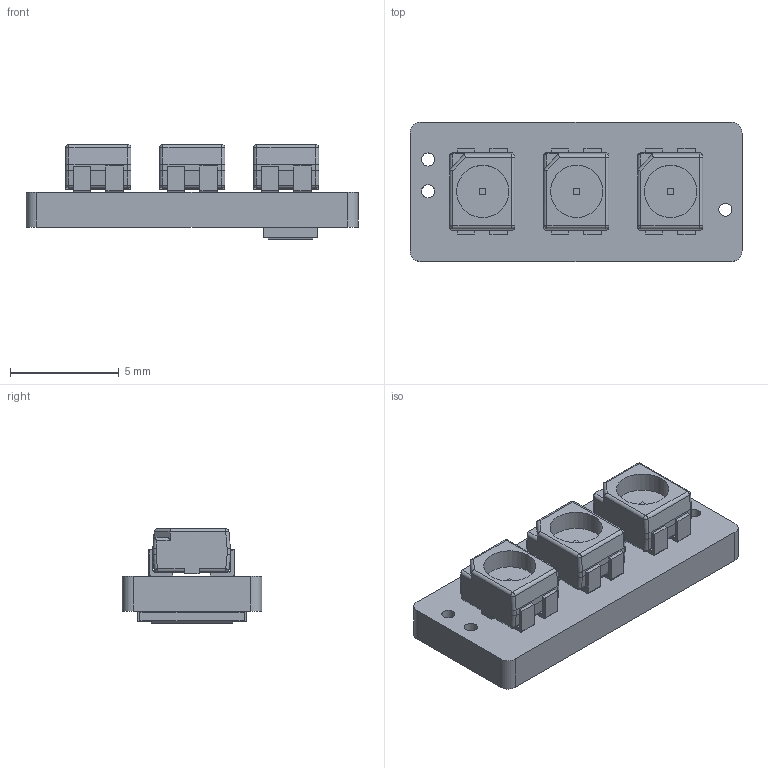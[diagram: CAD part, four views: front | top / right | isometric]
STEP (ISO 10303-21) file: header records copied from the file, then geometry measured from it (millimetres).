
FILE_DESCRIPTION(('FreeCAD Model'),'2;1');
FILE_NAME('300-001.step', '2017-06-08T11:16:31',('Author'),(''), 'Open CASCADE STEP processor 7.1','FreeCAD','Unknown');
FILE_SCHEMA(('AUTOMOTIVE_DESIGN_CC2 { 1 2 10303 214 -1 1 5 4 }'));
Length unit declared in the file: millimetre
Products named in the file (1): Compound
Bounding box: 15.25 x 6.4 x 4.35 mm (x, y, z)
Volume: 214.7 mm3; surface area: 510.7 mm2
Topology: 17 solids, 17 shells, 428 faces, 1069 edges, 670 vertices
Faces by surface type: plane 240, cylinder 106, bspline 61, sphere 21
Full cylindrical faces by diameter (mm): 0.6 x3, 2.4 x3
Entity records: 16141 total; most frequent: CARTESIAN_POINT 6184, ORIENTED_EDGE 2096, DIRECTION 1844, EDGE_CURVE 1048, LINE 744, VECTOR 744, VERTEX_POINT 670, AXIS2_PLACEMENT_3D 550
